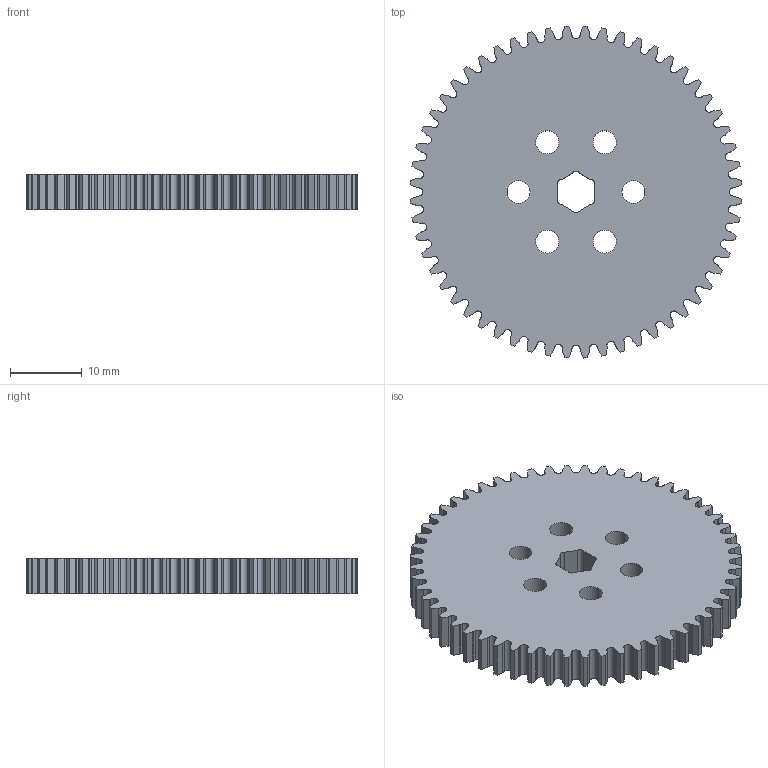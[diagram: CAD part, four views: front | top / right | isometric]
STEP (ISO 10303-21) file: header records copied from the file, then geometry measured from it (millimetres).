
FILE_DESCRIPTION (( 'STEP AP203' ), '1' );
FILE_NAME ('0.8 M 56 Tooth.STEP', '2018-06-07T22:20:15', ( '' ), ( '' ), 'SwSTEP 2.0', 'SolidWorks 2017', '' );
FILE_SCHEMA (( 'CONFIG_CONTROL_DESIGN' ));
Length unit declared in the file: millimetre
Products named in the file (1): 0.8 M 56 Tooth
Bounding box: 46.26 x 46.26 x 5 mm (x, y, z)
Volume: 7412.1 mm3; surface area: 4730.1 mm2
Topology: 1 solids, 1 shells, 503 faces, 1503 edges, 1002 vertices
Faces by surface type: bspline 224, cylinder 156, plane 123
Entity records: 24831 total; most frequent: CARTESIAN_POINT 12434, ORIENTED_EDGE 3006, DIRECTION 1927, EDGE_CURVE 1503, VERTEX_POINT 1002, LINE 743, VECTOR 743, AXIS2_PLACEMENT_3D 592
